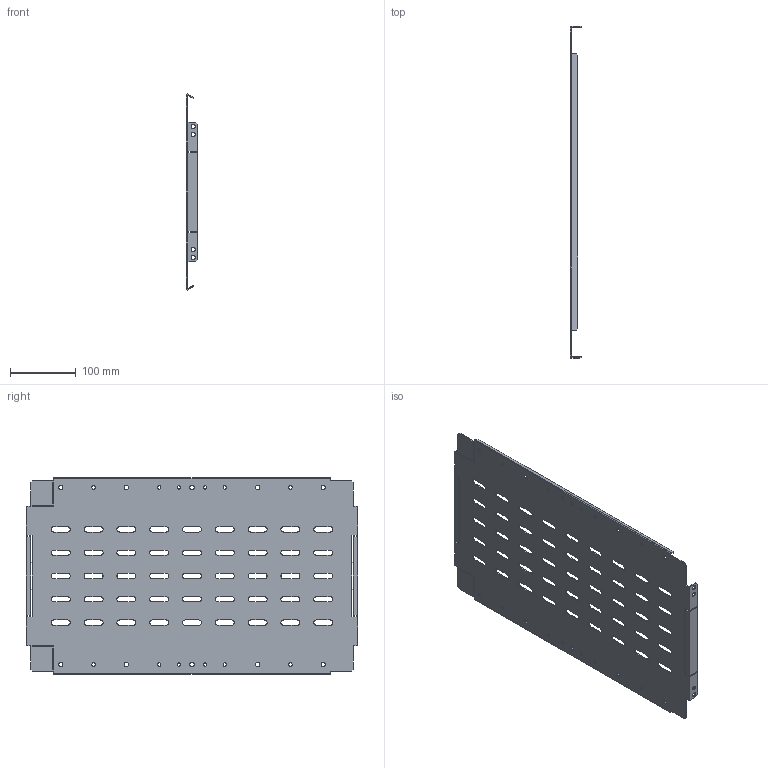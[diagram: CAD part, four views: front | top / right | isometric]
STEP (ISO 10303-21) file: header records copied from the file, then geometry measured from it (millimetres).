
FILE_DESCRIPTION (( 'STEP AP203' ), '1' );
FILE_NAME ('FO-00-SWV-030-060 FORMAT Ïåðåãîðîäêà ñåêöèîíèðîâàíèÿ âåðòèêàëüíàÿ 300õ600 IEK.STEP', '2024-07-04T12:12:04', ( '' ), ( '' ), 'SwSTEP 2.0', 'SolidWorks 2022', '' );
FILE_SCHEMA (( 'CONFIG_CONTROL_DESIGN' ));
Length unit declared in the file: millimetre
Products named in the file (1): FO-00-SWV-030-060 FORMAT Перегородка секционирования вертикальная 300х600 IEK
Bounding box: 17.5 x 505.5 x 298.93 mm (x, y, z)
Volume: 229853.2 mm3; surface area: 315837.5 mm2
Topology: 1 solids, 1 shells, 368 faces, 1122 edges, 748 vertices
Faces by surface type: plane 218, cylinder 150
Entity records: 13019 total; most frequent: ORIENTED_EDGE 2244, CARTESIAN_POINT 2239, DIRECTION 2160, EDGE_CURVE 1122, LINE 822, VECTOR 822, VERTEX_POINT 748, AXIS2_PLACEMENT_3D 669
